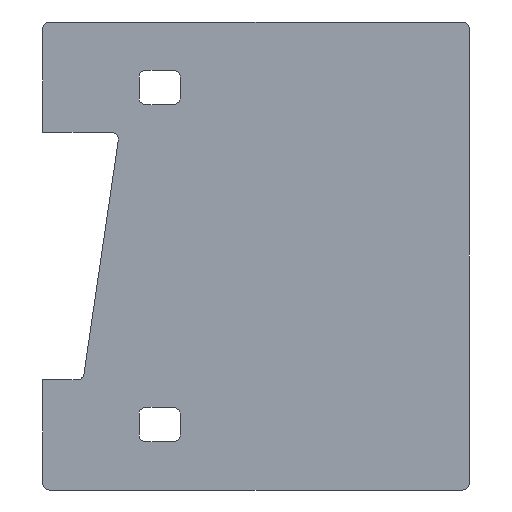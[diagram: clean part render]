
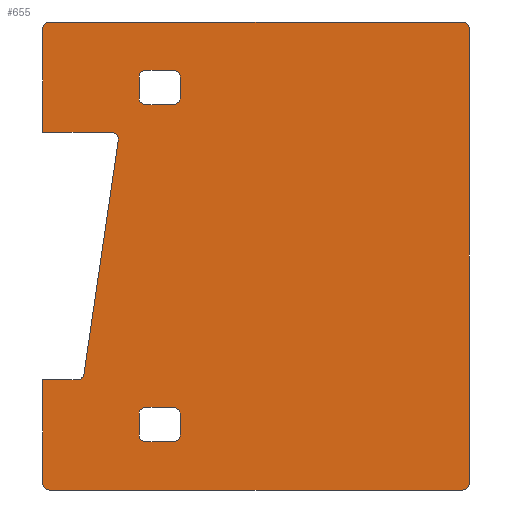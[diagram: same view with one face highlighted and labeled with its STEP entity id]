
A CAD part, front view. The second image highlights one B-rep face of the part: STEP entity #655.
In plain terms, the highlighted planar face has unit normal (0, -1, 0).
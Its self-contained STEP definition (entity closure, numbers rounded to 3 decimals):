
#34=FACE_BOUND('',#120,.T.);
#35=FACE_BOUND('',#121,.T.);
#53=PLANE('',#735);
#85=FACE_OUTER_BOUND('',#119,.T.);
#119=EDGE_LOOP('',(#580,#581,#582,#583,#584,#585,#586,#587,#588,#589,#590,
#591,#592,#593));
#120=EDGE_LOOP('',(#594,#595,#596,#597,#598,#599,#600,#601));
#121=EDGE_LOOP('',(#602,#603,#604,#605,#606,#607,#608,#609));
#126=LINE('',#953,#188);
#129=LINE('',#964,#191);
#133=LINE('',#976,#195);
#136=LINE('',#985,#198);
#142=LINE('',#1001,#204);
#146=LINE('',#1013,#208);
#150=LINE('',#1025,#212);
#152=LINE('',#1033,#214);
#156=LINE('',#1046,#218);
#159=LINE('',#1052,#221);
#163=LINE('',#1064,#225);
#167=LINE('',#1076,#229);
#170=LINE('',#1082,#232);
#174=LINE('',#1094,#236);
#178=LINE('',#1106,#240);
#182=LINE('',#1117,#244);
#188=VECTOR('',#756,10.);
#191=VECTOR('',#767,10.);
#195=VECTOR('',#779,10.);
#198=VECTOR('',#790,10.);
#204=VECTOR('',#804,10.);
#208=VECTOR('',#816,10.);
#212=VECTOR('',#828,10.);
#214=VECTOR('',#838,10.);
#218=VECTOR('',#850,10.);
#221=VECTOR('',#855,10.);
#225=VECTOR('',#867,10.);
#229=VECTOR('',#879,10.);
#232=VECTOR('',#884,10.);
#236=VECTOR('',#896,10.);
#240=VECTOR('',#908,10.);
#244=VECTOR('',#920,10.);
#247=CIRCLE('',#678,2.);
#249=CIRCLE('',#682,2.);
#251=CIRCLE('',#686,2.);
#253=CIRCLE('',#690,2.);
#255=CIRCLE('',#694,2.);
#257=CIRCLE('',#698,2.);
#259=CIRCLE('',#702,2.);
#261=CIRCLE('',#706,2.);
#262=CIRCLE('',#709,2.);
#264=CIRCLE('',#714,2.);
#266=CIRCLE('',#718,2.);
#268=CIRCLE('',#723,2.);
#270=CIRCLE('',#727,2.);
#272=CIRCLE('',#731,2.);
#282=VERTEX_POINT('',#943);
#283=VERTEX_POINT('',#945);
#285=VERTEX_POINT('',#951);
#288=VERTEX_POINT('',#958);
#289=VERTEX_POINT('',#960);
#292=VERTEX_POINT('',#970);
#293=VERTEX_POINT('',#972);
#295=VERTEX_POINT('',#981);
#298=VERTEX_POINT('',#991);
#299=VERTEX_POINT('',#993);
#301=VERTEX_POINT('',#999);
#303=VERTEX_POINT('',#1005);
#305=VERTEX_POINT('',#1011);
#307=VERTEX_POINT('',#1017);
#309=VERTEX_POINT('',#1023);
#311=VERTEX_POINT('',#1029);
#312=VERTEX_POINT('',#1036);
#313=VERTEX_POINT('',#1037);
#316=VERTEX_POINT('',#1045);
#318=VERTEX_POINT('',#1051);
#320=VERTEX_POINT('',#1057);
#322=VERTEX_POINT('',#1063);
#324=VERTEX_POINT('',#1069);
#326=VERTEX_POINT('',#1075);
#328=VERTEX_POINT('',#1081);
#330=VERTEX_POINT('',#1087);
#332=VERTEX_POINT('',#1093);
#334=VERTEX_POINT('',#1099);
#336=VERTEX_POINT('',#1105);
#338=VERTEX_POINT('',#1111);
#342=EDGE_CURVE('',#282,#283,#247,.T.);
#346=EDGE_CURVE('',#282,#285,#126,.T.);
#349=EDGE_CURVE('',#288,#289,#249,.T.);
#351=EDGE_CURVE('',#288,#283,#129,.T.);
#355=EDGE_CURVE('',#292,#293,#251,.T.);
#357=EDGE_CURVE('',#292,#289,#133,.T.);
#361=EDGE_CURVE('',#295,#285,#253,.T.);
#362=EDGE_CURVE('',#295,#293,#136,.T.);
#366=EDGE_CURVE('',#298,#299,#255,.T.);
#370=EDGE_CURVE('',#298,#301,#142,.T.);
#373=EDGE_CURVE('',#303,#301,#257,.T.);
#376=EDGE_CURVE('',#303,#305,#146,.T.);
#379=EDGE_CURVE('',#307,#305,#259,.T.);
#382=EDGE_CURVE('',#307,#309,#150,.T.);
#385=EDGE_CURVE('',#311,#309,#261,.T.);
#386=EDGE_CURVE('',#311,#299,#152,.T.);
#388=EDGE_CURVE('',#312,#313,#262,.T.);
#392=EDGE_CURVE('',#316,#312,#156,.T.);
#395=EDGE_CURVE('',#318,#316,#159,.T.);
#398=EDGE_CURVE('',#320,#318,#264,.T.);
#401=EDGE_CURVE('',#322,#320,#163,.T.);
#404=EDGE_CURVE('',#324,#322,#266,.T.);
#407=EDGE_CURVE('',#326,#324,#167,.T.);
#410=EDGE_CURVE('',#328,#326,#170,.T.);
#413=EDGE_CURVE('',#330,#328,#268,.T.);
#416=EDGE_CURVE('',#332,#330,#174,.T.);
#419=EDGE_CURVE('',#334,#332,#270,.T.);
#422=EDGE_CURVE('',#336,#334,#178,.T.);
#425=EDGE_CURVE('',#338,#336,#272,.T.);
#428=EDGE_CURVE('',#313,#338,#182,.T.);
#580=ORIENTED_EDGE('',*,*,#428,.F.);
#581=ORIENTED_EDGE('',*,*,#388,.F.);
#582=ORIENTED_EDGE('',*,*,#392,.F.);
#583=ORIENTED_EDGE('',*,*,#395,.F.);
#584=ORIENTED_EDGE('',*,*,#398,.F.);
#585=ORIENTED_EDGE('',*,*,#401,.F.);
#586=ORIENTED_EDGE('',*,*,#404,.F.);
#587=ORIENTED_EDGE('',*,*,#407,.F.);
#588=ORIENTED_EDGE('',*,*,#410,.F.);
#589=ORIENTED_EDGE('',*,*,#413,.F.);
#590=ORIENTED_EDGE('',*,*,#416,.F.);
#591=ORIENTED_EDGE('',*,*,#419,.F.);
#592=ORIENTED_EDGE('',*,*,#422,.F.);
#593=ORIENTED_EDGE('',*,*,#425,.F.);
#594=ORIENTED_EDGE('',*,*,#370,.T.);
#595=ORIENTED_EDGE('',*,*,#373,.F.);
#596=ORIENTED_EDGE('',*,*,#376,.T.);
#597=ORIENTED_EDGE('',*,*,#379,.F.);
#598=ORIENTED_EDGE('',*,*,#382,.T.);
#599=ORIENTED_EDGE('',*,*,#385,.F.);
#600=ORIENTED_EDGE('',*,*,#386,.T.);
#601=ORIENTED_EDGE('',*,*,#366,.F.);
#602=ORIENTED_EDGE('',*,*,#346,.T.);
#603=ORIENTED_EDGE('',*,*,#361,.F.);
#604=ORIENTED_EDGE('',*,*,#362,.T.);
#605=ORIENTED_EDGE('',*,*,#355,.F.);
#606=ORIENTED_EDGE('',*,*,#357,.T.);
#607=ORIENTED_EDGE('',*,*,#349,.F.);
#608=ORIENTED_EDGE('',*,*,#351,.T.);
#609=ORIENTED_EDGE('',*,*,#342,.F.);
#655=ADVANCED_FACE('',(#85,#34,#35),#53,.T.);
#678=AXIS2_PLACEMENT_3D('',#946,#749,#750);
#682=AXIS2_PLACEMENT_3D('',#961,#762,#763);
#686=AXIS2_PLACEMENT_3D('',#973,#774,#775);
#690=AXIS2_PLACEMENT_3D('',#983,#786,#787);
#694=AXIS2_PLACEMENT_3D('',#994,#797,#798);
#698=AXIS2_PLACEMENT_3D('',#1007,#810,#811);
#702=AXIS2_PLACEMENT_3D('',#1019,#822,#823);
#706=AXIS2_PLACEMENT_3D('',#1031,#834,#835);
#709=AXIS2_PLACEMENT_3D('',#1038,#842,#843);
#714=AXIS2_PLACEMENT_3D('',#1058,#860,#861);
#718=AXIS2_PLACEMENT_3D('',#1070,#872,#873);
#723=AXIS2_PLACEMENT_3D('',#1088,#889,#890);
#727=AXIS2_PLACEMENT_3D('',#1100,#901,#902);
#731=AXIS2_PLACEMENT_3D('',#1112,#913,#914);
#735=AXIS2_PLACEMENT_3D('',#1120,#924,#925);
#749=DIRECTION('center_axis',(0.,-1.,0.));
#750=DIRECTION('ref_axis',(0.707,0.,-0.707));
#756=DIRECTION('',(-1.,0.,0.));
#762=DIRECTION('center_axis',(0.,-1.,0.));
#763=DIRECTION('ref_axis',(0.707,0.,0.707));
#767=DIRECTION('',(0.,0.,-1.));
#774=DIRECTION('center_axis',(0.,-1.,0.));
#775=DIRECTION('ref_axis',(-0.707,0.,0.707));
#779=DIRECTION('',(1.,0.,0.));
#786=DIRECTION('center_axis',(0.,-1.,0.));
#787=DIRECTION('ref_axis',(-0.707,0.,-0.707));
#790=DIRECTION('',(0.,0.,1.));
#797=DIRECTION('center_axis',(0.,-1.,0.));
#798=DIRECTION('ref_axis',(0.707,0.,0.707));
#804=DIRECTION('',(0.,0.,-1.));
#810=DIRECTION('center_axis',(0.,-1.,0.));
#811=DIRECTION('ref_axis',(0.707,0.,-0.707));
#816=DIRECTION('',(-1.,0.,0.));
#822=DIRECTION('center_axis',(0.,-1.,0.));
#823=DIRECTION('ref_axis',(-0.707,0.,-0.707));
#828=DIRECTION('',(0.,0.,1.));
#834=DIRECTION('center_axis',(0.,-1.,0.));
#835=DIRECTION('ref_axis',(-0.707,0.,0.707));
#838=DIRECTION('',(1.,0.,0.));
#842=DIRECTION('center_axis',(0.,1.,0.));
#843=DIRECTION('ref_axis',(-1.,0.,0.));
#850=DIRECTION('',(0.,0.,1.));
#855=DIRECTION('',(-1.,0.,0.));
#860=DIRECTION('center_axis',(0.,-1.,0.));
#861=DIRECTION('ref_axis',(0.,0.,-1.));
#867=DIRECTION('',(0.145,0.,0.989));
#872=DIRECTION('center_axis',(0.,-1.,0.));
#873=DIRECTION('ref_axis',(-0.989,0.,0.145));
#879=DIRECTION('',(1.,0.,0.));
#884=DIRECTION('',(0.,0.,1.));
#889=DIRECTION('center_axis',(0.,1.,0.));
#890=DIRECTION('ref_axis',(0.,0.,-1.));
#896=DIRECTION('',(-1.,0.,0.));
#901=DIRECTION('center_axis',(0.,1.,0.));
#902=DIRECTION('ref_axis',(1.,0.,0.));
#908=DIRECTION('',(0.,0.,-1.));
#913=DIRECTION('center_axis',(0.,1.,0.));
#914=DIRECTION('ref_axis',(0.,0.,1.));
#920=DIRECTION('',(1.,0.,0.));
#924=DIRECTION('center_axis',(0.,-1.,0.));
#925=DIRECTION('ref_axis',(0.,0.,-1.));
#943=CARTESIAN_POINT('',(24.447,0.,-38.248));
#945=CARTESIAN_POINT('',(26.447,0.,-36.248));
#946=CARTESIAN_POINT('Origin',(24.447,0.,-36.248));
#951=CARTESIAN_POINT('',(16.447,0.,-38.248));
#953=CARTESIAN_POINT('',(31.031,0.,-38.248));
#958=CARTESIAN_POINT('',(26.447,0.,-30.248));
#960=CARTESIAN_POINT('',(24.447,0.,-28.248));
#961=CARTESIAN_POINT('Origin',(24.447,0.,-30.248));
#964=CARTESIAN_POINT('',(26.447,0.,-10.923));
#970=CARTESIAN_POINT('',(16.447,0.,-28.248));
#972=CARTESIAN_POINT('',(14.447,0.,-30.248));
#973=CARTESIAN_POINT('Origin',(16.447,0.,-30.248));
#976=CARTESIAN_POINT('',(37.031,0.,-28.248));
#981=CARTESIAN_POINT('',(14.447,0.,-36.248));
#983=CARTESIAN_POINT('Origin',(16.447,0.,-36.248));
#985=CARTESIAN_POINT('',(14.447,0.,-5.923));
#991=CARTESIAN_POINT('',(26.447,0.,67.752));
#993=CARTESIAN_POINT('',(24.447,0.,69.752));
#994=CARTESIAN_POINT('Origin',(24.447,0.,67.752));
#999=CARTESIAN_POINT('',(26.447,0.,61.752));
#1001=CARTESIAN_POINT('',(26.447,0.,38.077));
#1005=CARTESIAN_POINT('',(24.447,0.,59.752));
#1007=CARTESIAN_POINT('Origin',(24.447,0.,61.752));
#1011=CARTESIAN_POINT('',(16.447,0.,59.752));
#1013=CARTESIAN_POINT('',(31.031,0.,59.752));
#1017=CARTESIAN_POINT('',(14.447,0.,61.752));
#1019=CARTESIAN_POINT('Origin',(16.447,0.,61.752));
#1023=CARTESIAN_POINT('',(14.447,0.,67.752));
#1025=CARTESIAN_POINT('',(14.447,0.,43.077));
#1029=CARTESIAN_POINT('',(16.447,0.,69.752));
#1031=CARTESIAN_POINT('Origin',(16.447,0.,67.752));
#1033=CARTESIAN_POINT('',(37.031,0.,69.752));
#1036=CARTESIAN_POINT('',(-13.553,0.,81.752));
#1037=CARTESIAN_POINT('',(-11.553,0.,83.752));
#1038=CARTESIAN_POINT('Origin',(-11.553,0.,81.752));
#1045=CARTESIAN_POINT('',(-13.553,0.,51.752));
#1046=CARTESIAN_POINT('',(-13.553,0.,51.752));
#1051=CARTESIAN_POINT('',(6.447,0.,51.752));
#1052=CARTESIAN_POINT('',(6.447,0.,51.752));
#1057=CARTESIAN_POINT('',(8.426,0.,49.461));
#1058=CARTESIAN_POINT('Origin',(6.447,0.,49.752));
#1063=CARTESIAN_POINT('',(-1.574,0.,-18.539));
#1064=CARTESIAN_POINT('',(-1.574,0.,-18.539));
#1069=CARTESIAN_POINT('',(-3.553,0.,-20.248));
#1070=CARTESIAN_POINT('Origin',(-3.553,0.,-18.248));
#1075=CARTESIAN_POINT('',(-13.553,0.,-20.248));
#1076=CARTESIAN_POINT('',(-13.553,0.,-20.248));
#1081=CARTESIAN_POINT('',(-13.553,0.,-50.248));
#1082=CARTESIAN_POINT('',(-13.553,0.,-50.248));
#1087=CARTESIAN_POINT('',(-11.553,0.,-52.248));
#1088=CARTESIAN_POINT('Origin',(-11.553,0.,-50.248));
#1093=CARTESIAN_POINT('',(108.447,0.,-52.248));
#1094=CARTESIAN_POINT('',(108.447,0.,-52.248));
#1099=CARTESIAN_POINT('',(110.447,0.,-50.248));
#1100=CARTESIAN_POINT('Origin',(108.447,0.,-50.248));
#1105=CARTESIAN_POINT('',(110.447,0.,81.752));
#1106=CARTESIAN_POINT('',(110.447,0.,81.752));
#1111=CARTESIAN_POINT('',(108.447,0.,83.752));
#1112=CARTESIAN_POINT('Origin',(108.447,0.,81.752));
#1117=CARTESIAN_POINT('',(-11.553,0.,83.752));
#1120=CARTESIAN_POINT('Origin',(47.614,0.,16.403));
